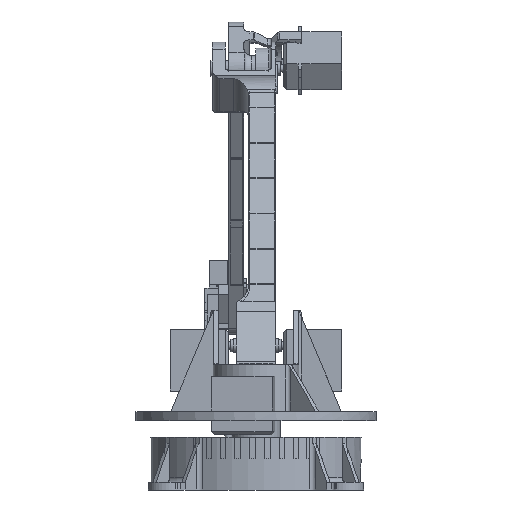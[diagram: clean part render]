
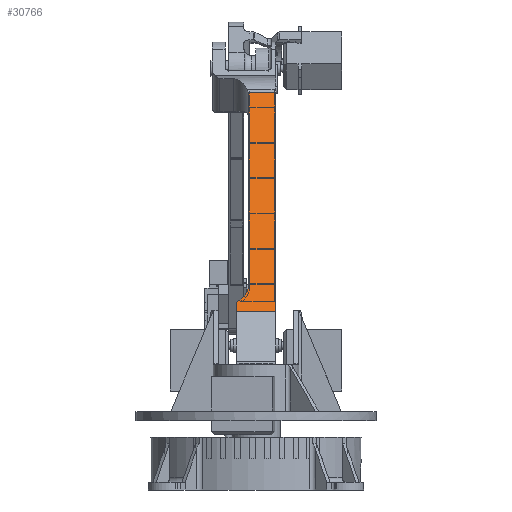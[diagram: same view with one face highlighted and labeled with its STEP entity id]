
A CAD part, left-side view. The second image highlights one B-rep face of the part: STEP entity #30766.
In plain terms, the highlighted face is planar.
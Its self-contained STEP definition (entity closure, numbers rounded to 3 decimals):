
#1061=PLANE('',#32958);
#2071=FACE_OUTER_BOUND('',#4027,.T.);
#4027=EDGE_LOOP('',(#21797,#21798,#21799,#21800,#21801,#21802,#21803));
#6182=LINE('',#47723,#8818);
#6213=LINE('',#47803,#8849);
#6222=LINE('',#47826,#8858);
#6228=LINE('',#47839,#8864);
#6229=LINE('',#47841,#8865);
#8818=VECTOR('',#37600,26.);
#8849=VECTOR('',#37675,8.474);
#8858=VECTOR('',#37698,179.5);
#8864=VECTOR('',#37708,205.607);
#8865=VECTOR('',#37709,18.134);
#11243=CIRCLE('',#32959,10.);
#11244=CIRCLE('',#32960,20.);
#13291=VERTEX_POINT('',#47720);
#13292=VERTEX_POINT('',#47722);
#13319=VERTEX_POINT('',#47802);
#13325=VERTEX_POINT('',#47823);
#13326=VERTEX_POINT('',#47825);
#13331=VERTEX_POINT('',#47838);
#13332=VERTEX_POINT('',#47840);
#16562=EDGE_CURVE('',#13292,#13291,#6182,.T.);
#16602=EDGE_CURVE('',#13292,#13319,#6213,.T.);
#16614=EDGE_CURVE('',#13326,#13325,#6222,.T.);
#16620=EDGE_CURVE('',#13291,#13331,#6228,.T.);
#16621=EDGE_CURVE('',#13332,#13331,#6229,.T.);
#16622=EDGE_CURVE('',#13326,#13332,#11243,.T.);
#16623=EDGE_CURVE('',#13325,#13319,#11244,.F.);
#21797=ORIENTED_EDGE('',*,*,#16602,.F.);
#21798=ORIENTED_EDGE('',*,*,#16562,.T.);
#21799=ORIENTED_EDGE('',*,*,#16620,.T.);
#21800=ORIENTED_EDGE('',*,*,#16621,.F.);
#21801=ORIENTED_EDGE('',*,*,#16622,.F.);
#21802=ORIENTED_EDGE('',*,*,#16614,.T.);
#21803=ORIENTED_EDGE('',*,*,#16623,.T.);
#30766=ADVANCED_FACE('',(#2071),#1061,.T.);
#32958=AXIS2_PLACEMENT_3D('',#47837,#37706,#37707);
#32959=AXIS2_PLACEMENT_3D('',#47842,#37710,#37711);
#32960=AXIS2_PLACEMENT_3D('',#47843,#37712,#37713);
#37600=DIRECTION('',(0.,0.,-1.));
#37675=DIRECTION('',(1.,0.,0.));
#37698=DIRECTION('',(-1.,0.,0.));
#37706=DIRECTION('center_axis',(0.,-1.,0.));
#37707=DIRECTION('ref_axis',(1.,0.,0.));
#37708=DIRECTION('',(1.,0.,0.));
#37709=DIRECTION('',(0.,0.,-1.));
#37710=DIRECTION('center_axis',(0.,-1.,0.));
#37711=DIRECTION('ref_axis',(0.707,0.,-0.707));
#37712=DIRECTION('center_axis',(0.,-1.,0.));
#37713=DIRECTION('ref_axis',(-0.8,0.,-0.6));
#47720=CARTESIAN_POINT('',(21.026,-11.,0.));
#47722=CARTESIAN_POINT('',(21.026,-11.,26.));
#47723=CARTESIAN_POINT('',(21.026,-11.,13.));
#47802=CARTESIAN_POINT('',(29.5,-11.,26.));
#47803=CARTESIAN_POINT('',(260.,-11.,26.));
#47823=CARTESIAN_POINT('',(45.5,-11.,18.));
#47825=CARTESIAN_POINT('',(225.,-11.,18.));
#47826=CARTESIAN_POINT('',(66.125,-11.,18.));
#47837=CARTESIAN_POINT('Origin',(0.,-11.,0.));
#47838=CARTESIAN_POINT('',(226.633,-11.,0.));
#47839=CARTESIAN_POINT('',(-22.5,-11.,0.));
#47840=CARTESIAN_POINT('',(226.633,-11.,18.134));
#47841=CARTESIAN_POINT('',(226.633,-11.,26.));
#47842=CARTESIAN_POINT('Origin',(225.,-11.,28.));
#47843=CARTESIAN_POINT('Origin',(45.5,-11.,38.));
